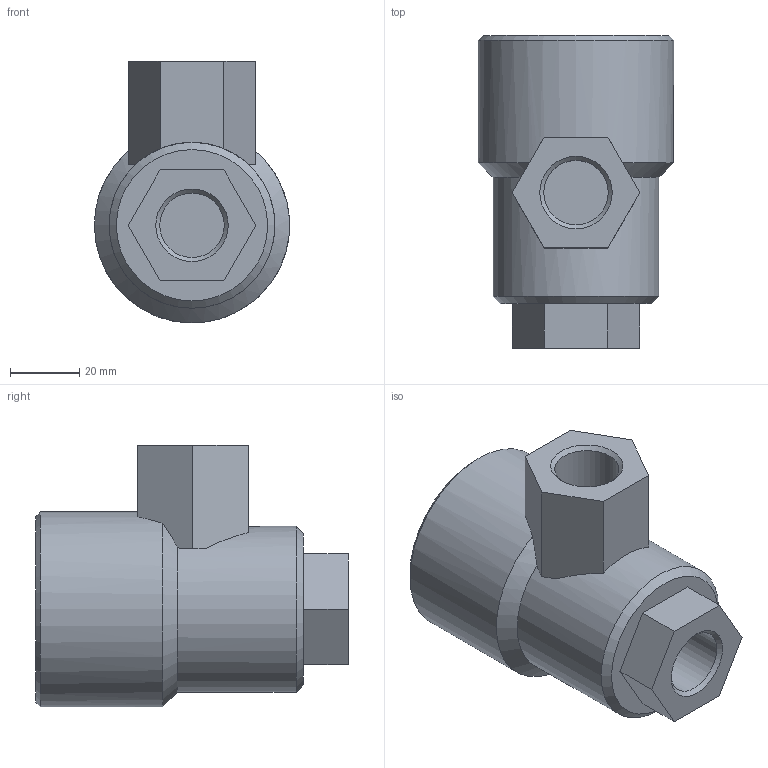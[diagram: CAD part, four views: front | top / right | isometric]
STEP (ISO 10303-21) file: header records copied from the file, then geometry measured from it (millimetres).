
FILE_DESCRIPTION(/* description */ ('STEP AP214'),/* implementation_level */ '2;1');
FILE_NAME(/* name */ '6822_SEU-1_2',/* time_stamp */ '2024-09-15T00:34:28+02:00',/* author */ ('License CC BY-ND 4.0'),/* organization */ ('CADENAS'),/* preprocessor_version */ 'ST-DEVELOPER v19.3',/* originating_system */ 'PARTsolutions',/* authorisation */ ' ');
FILE_SCHEMA (('AUTOMOTIVE_DESIGN {1 0 10303 214 3 1 1}'));
Length unit declared in the file: millimetre
Products named in the file (2): 6822 SEU-1/2; 6822 SEU-1/2---(geh)
Assembly tree (1 placements, depth 2):
  6822 SEU-1/2
    6822 SEU-1/2---(geh)
Bounding box: 56.5 x 90.5 x 75.75 mm (x, y, z)
Volume: 188059.3 mm3; surface area: 23497.6 mm2
Topology: 1 solids, 1 shells, 29 faces, 68 edges, 44 vertices
Faces by surface type: plane 20, cone 5, cylinder 4
Full cylindrical faces by diameter (mm): 18.631 x2, 48 x1, 56.5 x1
Entity records: 823 total; most frequent: DIRECTION 138, CARTESIAN_POINT 137, ORIENTED_EDGE 116, EDGE_CURVE 58, AXIS2_PLACEMENT_3D 51, VERTEX_POINT 42, EDGE_LOOP 40, FACE_BOUND 40
